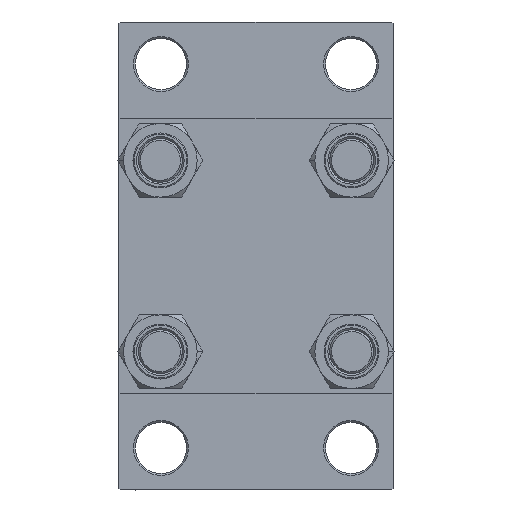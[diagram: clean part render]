
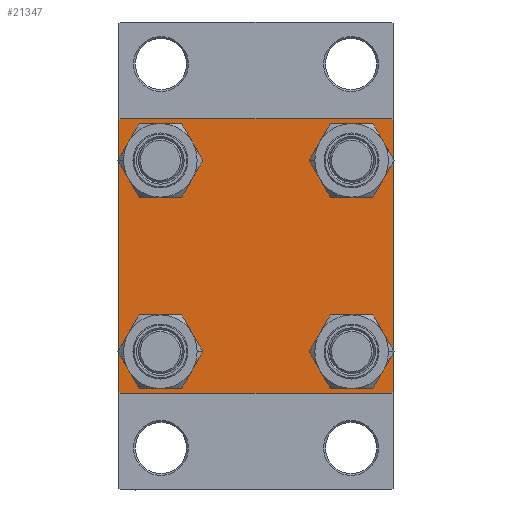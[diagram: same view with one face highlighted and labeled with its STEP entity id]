
A CAD part, left-side view. The second image highlights one B-rep face of the part: STEP entity #21347.
In plain terms, the highlighted planar face has unit normal (-1, 0, 0).
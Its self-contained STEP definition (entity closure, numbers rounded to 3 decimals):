
#290 = ORIENTED_EDGE ( 'NONE', *, *, #18155, .T. ) ;
#524 = CARTESIAN_POINT ( 'NONE',  ( 0., -37.25, 37.25 ) ) ;
#532 = DIRECTION ( 'NONE',  ( 0., -1., 0. ) ) ;
#655 = VERTEX_POINT ( 'NONE', #19117 ) ;
#844 = ORIENTED_EDGE ( 'NONE', *, *, #21509, .T. ) ;
#1163 = VERTEX_POINT ( 'NONE', #32263 ) ;
#1441 = CIRCLE ( 'NONE', #21532, 6.5 ) ;
#1816 = CARTESIAN_POINT ( 'NONE',  ( 0., -26.15, -26.15 ) ) ;
#2469 = VERTEX_POINT ( 'NONE', #19421 ) ;
#2730 = LINE ( 'NONE', #46986, #41510 ) ;
#3065 = EDGE_CURVE ( 'NONE', #16032, #33277, #27904, .T. ) ;
#3088 = DIRECTION ( 'NONE',  ( 1., 0., 0. ) ) ;
#3172 = CARTESIAN_POINT ( 'NONE',  ( 0., -37., -37.5 ) ) ;
#3262 = DIRECTION ( 'NONE',  ( 0., 0.707, -0.707 ) ) ;
#3415 = DIRECTION ( 'NONE',  ( 0., -0.707, 0.707 ) ) ;
#3758 = EDGE_CURVE ( 'NONE', #46869, #24311, #46956, .T. ) ;
#4088 = FACE_BOUND ( 'NONE', #11001, .T. ) ;
#4187 = CARTESIAN_POINT ( 'NONE',  ( 0., 26.15, -26.15 ) ) ;
#4294 = CARTESIAN_POINT ( 'NONE',  ( 0., 26.15, 19.65 ) ) ;
#4962 = VERTEX_POINT ( 'NONE', #21750 ) ;
#5004 = EDGE_LOOP ( 'NONE', ( #46472, #46876 ) ) ;
#6341 = EDGE_LOOP ( 'NONE', ( #10863, #44487, #13400, #39924, #45994, #7628, #36392, #844 ) ) ;
#7104 = ORIENTED_EDGE ( 'NONE', *, *, #33496, .T. ) ;
#7243 = CARTESIAN_POINT ( 'NONE',  ( 0., 0., 0. ) ) ;
#7249 = DIRECTION ( 'NONE',  ( 0., 0., 1. ) ) ;
#7628 = ORIENTED_EDGE ( 'NONE', *, *, #38841, .T. ) ;
#7767 = CARTESIAN_POINT ( 'NONE',  ( 0., 26.15, 26.15 ) ) ;
#7867 = LINE ( 'NONE', #30340, #40792 ) ;
#8017 = EDGE_LOOP ( 'NONE', ( #9717, #7104 ) ) ;
#8261 = VECTOR ( 'NONE', #532, 1000. ) ;
#8837 = EDGE_CURVE ( 'NONE', #10674, #27524, #39657, .T. ) ;
#9085 = AXIS2_PLACEMENT_3D ( 'NONE', #7767, #22743, #11600 ) ;
#9717 = ORIENTED_EDGE ( 'NONE', *, *, #23372, .T. ) ;
#10674 = VERTEX_POINT ( 'NONE', #13664 ) ;
#10863 = ORIENTED_EDGE ( 'NONE', *, *, #30523, .T. ) ;
#11001 = EDGE_LOOP ( 'NONE', ( #290, #30922 ) ) ;
#11091 = VERTEX_POINT ( 'NONE', #17540 ) ;
#11222 = CARTESIAN_POINT ( 'NONE',  ( 0., -37.5, 37.5 ) ) ;
#11385 = VERTEX_POINT ( 'NONE', #13838 ) ;
#11396 = DIRECTION ( 'NONE',  ( 0., 0.707, 0.707 ) ) ;
#11554 = DIRECTION ( 'NONE',  ( 0., 0., 1. ) ) ;
#11600 = DIRECTION ( 'NONE',  ( 0., 0., 1. ) ) ;
#11876 = LINE ( 'NONE', #524, #16360 ) ;
#12208 = EDGE_LOOP ( 'NONE', ( #36286, #29568 ) ) ;
#12827 = AXIS2_PLACEMENT_3D ( 'NONE', #29474, #29234, #7249 ) ;
#13088 = AXIS2_PLACEMENT_3D ( 'NONE', #24946, #28818, #19317 ) ;
#13400 = ORIENTED_EDGE ( 'NONE', *, *, #43894, .T. ) ;
#13664 = CARTESIAN_POINT ( 'NONE',  ( 0., -26.15, -19.65 ) ) ;
#13838 = CARTESIAN_POINT ( 'NONE',  ( 0., 26.15, -19.65 ) ) ;
#13839 = DIRECTION ( 'NONE',  ( 0., 0., -1. ) ) ;
#15245 = CIRCLE ( 'NONE', #9085, 6.5 ) ;
#15708 = CARTESIAN_POINT ( 'NONE',  ( 0., -37.5, -37. ) ) ;
#15760 = CARTESIAN_POINT ( 'NONE',  ( 0., 37.5, -37.5 ) ) ;
#16032 = VERTEX_POINT ( 'NONE', #21426 ) ;
#16360 = VECTOR ( 'NONE', #11396, 1000. ) ;
#16463 = VERTEX_POINT ( 'NONE', #32027 ) ;
#16851 = DIRECTION ( 'NONE',  ( 1., 0., 0. ) ) ;
#17525 = CARTESIAN_POINT ( 'NONE',  ( 0., 37.25, 37.25 ) ) ;
#17540 = CARTESIAN_POINT ( 'NONE',  ( 0., 37., -37.5 ) ) ;
#18155 = EDGE_CURVE ( 'NONE', #4962, #25304, #35988, .T. ) ;
#18524 = CIRCLE ( 'NONE', #13088, 6.5 ) ;
#18931 = DIRECTION ( 'NONE',  ( 0., 0., 1. ) ) ;
#19117 = CARTESIAN_POINT ( 'NONE',  ( 0., 37.5, 37. ) ) ;
#19120 = CARTESIAN_POINT ( 'NONE',  ( 0., -26.15, -32.65 ) ) ;
#19317 = DIRECTION ( 'NONE',  ( 0., 0., 1. ) ) ;
#19421 = CARTESIAN_POINT ( 'NONE',  ( 0., 37., 37.5 ) ) ;
#19716 = DIRECTION ( 'NONE',  ( 0., 0., 1. ) ) ;
#20190 = CIRCLE ( 'NONE', #47220, 6.5 ) ;
#21347 = ADVANCED_FACE ( 'NONE', ( #40343, #36475, #43969, #4088, #25607 ), #40825, .T. ) ;
#21426 = CARTESIAN_POINT ( 'NONE',  ( 0., -26.15, 32.65 ) ) ;
#21509 = EDGE_CURVE ( 'NONE', #2469, #655, #28885, .T. ) ;
#21532 = AXIS2_PLACEMENT_3D ( 'NONE', #4187, #38008, #18931 ) ;
#21750 = CARTESIAN_POINT ( 'NONE',  ( 0., 26.15, 32.65 ) ) ;
#22127 = LINE ( 'NONE', #11222, #30719 ) ;
#22743 = DIRECTION ( 'NONE',  ( 1., 0., 0. ) ) ;
#23372 = EDGE_CURVE ( 'NONE', #11385, #31297, #18524, .T. ) ;
#24246 = AXIS2_PLACEMENT_3D ( 'NONE', #24248, #46020, #41914 ) ;
#24248 = CARTESIAN_POINT ( 'NONE',  ( 0., -26.15, -26.15 ) ) ;
#24266 = AXIS2_PLACEMENT_3D ( 'NONE', #25795, #3088, #40068 ) ;
#24311 = VERTEX_POINT ( 'NONE', #15708 ) ;
#24933 = CARTESIAN_POINT ( 'NONE',  ( 0., -37.25, -37.25 ) ) ;
#24946 = CARTESIAN_POINT ( 'NONE',  ( 0., 26.15, -26.15 ) ) ;
#25304 = VERTEX_POINT ( 'NONE', #4294 ) ;
#25607 = FACE_OUTER_BOUND ( 'NONE', #6341, .T. ) ;
#25795 = CARTESIAN_POINT ( 'NONE',  ( 0., -26.15, 26.15 ) ) ;
#26728 = VERTEX_POINT ( 'NONE', #33431 ) ;
#27512 = EDGE_CURVE ( 'NONE', #25304, #4962, #15245, .T. ) ;
#27524 = VERTEX_POINT ( 'NONE', #19120 ) ;
#27904 = CIRCLE ( 'NONE', #32539, 6.5 ) ;
#28680 = CARTESIAN_POINT ( 'NONE',  ( 0., -26.15, 26.15 ) ) ;
#28818 = DIRECTION ( 'NONE',  ( 1., 0., 0. ) ) ;
#28885 = LINE ( 'NONE', #17525, #46917 ) ;
#28994 = DIRECTION ( 'NONE',  ( -1., 0., 0. ) ) ;
#29234 = DIRECTION ( 'NONE',  ( 1., 0., 0. ) ) ;
#29474 = CARTESIAN_POINT ( 'NONE',  ( 0., 26.15, 26.15 ) ) ;
#29568 = ORIENTED_EDGE ( 'NONE', *, *, #42250, .T. ) ;
#29841 = DIRECTION ( 'NONE',  ( 0., -1., 0. ) ) ;
#30340 = CARTESIAN_POINT ( 'NONE',  ( 0., 37.25, -37.25 ) ) ;
#30523 = EDGE_CURVE ( 'NONE', #655, #1163, #2730, .T. ) ;
#30719 = VECTOR ( 'NONE', #33711, 1000. ) ;
#30922 = ORIENTED_EDGE ( 'NONE', *, *, #27512, .T. ) ;
#31260 = EDGE_CURVE ( 'NONE', #26728, #24311, #22127, .T. ) ;
#31297 = VERTEX_POINT ( 'NONE', #46036 ) ;
#31319 = DIRECTION ( 'NONE',  ( 1., 0., 0. ) ) ;
#31845 = DIRECTION ( 'NONE',  ( 0., 0., 1. ) ) ;
#32027 = CARTESIAN_POINT ( 'NONE',  ( 0., -37., 37.5 ) ) ;
#32263 = CARTESIAN_POINT ( 'NONE',  ( 0., 37.5, -37. ) ) ;
#32539 = AXIS2_PLACEMENT_3D ( 'NONE', #28680, #16851, #31845 ) ;
#33277 = VERTEX_POINT ( 'NONE', #36146 ) ;
#33431 = CARTESIAN_POINT ( 'NONE',  ( 0., -37.5, 37. ) ) ;
#33496 = EDGE_CURVE ( 'NONE', #31297, #11385, #1441, .T. ) ;
#33702 = CARTESIAN_POINT ( 'NONE',  ( 0., 37.5, 37.5 ) ) ;
#33711 = DIRECTION ( 'NONE',  ( 0., 0., -1. ) ) ;
#33714 = DIRECTION ( 'NONE',  ( 0., -0.707, -0.707 ) ) ;
#35988 = CIRCLE ( 'NONE', #12827, 6.5 ) ;
#36146 = CARTESIAN_POINT ( 'NONE',  ( 0., -26.15, 19.65 ) ) ;
#36286 = ORIENTED_EDGE ( 'NONE', *, *, #3065, .T. ) ;
#36392 = ORIENTED_EDGE ( 'NONE', *, *, #42630, .F. ) ;
#36475 = FACE_BOUND ( 'NONE', #5004, .T. ) ;
#38008 = DIRECTION ( 'NONE',  ( 1., 0., 0. ) ) ;
#38284 = LINE ( 'NONE', #33702, #42074 ) ;
#38841 = EDGE_CURVE ( 'NONE', #26728, #16463, #11876, .T. ) ;
#39261 = EDGE_CURVE ( 'NONE', #27524, #10674, #20190, .T. ) ;
#39657 = CIRCLE ( 'NONE', #24246, 6.5 ) ;
#39924 = ORIENTED_EDGE ( 'NONE', *, *, #3758, .T. ) ;
#40068 = DIRECTION ( 'NONE',  ( 0., 0., 1. ) ) ;
#40343 = FACE_BOUND ( 'NONE', #12208, .T. ) ;
#40792 = VECTOR ( 'NONE', #33714, 1000. ) ;
#40825 = PLANE ( 'NONE',  #47712 ) ;
#41510 = VECTOR ( 'NONE', #13839, 1000. ) ;
#41914 = DIRECTION ( 'NONE',  ( 0., 0., 1. ) ) ;
#42074 = VECTOR ( 'NONE', #29841, 1000. ) ;
#42250 = EDGE_CURVE ( 'NONE', #33277, #16032, #42800, .T. ) ;
#42630 = EDGE_CURVE ( 'NONE', #2469, #16463, #38284, .T. ) ;
#42800 = CIRCLE ( 'NONE', #24266, 6.5 ) ;
#43894 = EDGE_CURVE ( 'NONE', #11091, #46869, #44531, .T. ) ;
#43969 = FACE_BOUND ( 'NONE', #8017, .T. ) ;
#44155 = VECTOR ( 'NONE', #3415, 1000. ) ;
#44487 = ORIENTED_EDGE ( 'NONE', *, *, #45472, .T. ) ;
#44531 = LINE ( 'NONE', #15760, #8261 ) ;
#45472 = EDGE_CURVE ( 'NONE', #1163, #11091, #7867, .T. ) ;
#45994 = ORIENTED_EDGE ( 'NONE', *, *, #31260, .F. ) ;
#46020 = DIRECTION ( 'NONE',  ( 1., 0., 0. ) ) ;
#46036 = CARTESIAN_POINT ( 'NONE',  ( 0., 26.15, -32.65 ) ) ;
#46472 = ORIENTED_EDGE ( 'NONE', *, *, #8837, .T. ) ;
#46869 = VERTEX_POINT ( 'NONE', #3172 ) ;
#46876 = ORIENTED_EDGE ( 'NONE', *, *, #39261, .T. ) ;
#46917 = VECTOR ( 'NONE', #3262, 1000. ) ;
#46956 = LINE ( 'NONE', #24933, #44155 ) ;
#46986 = CARTESIAN_POINT ( 'NONE',  ( 0., 37.5, 37.5 ) ) ;
#47220 = AXIS2_PLACEMENT_3D ( 'NONE', #1816, #31319, #19716 ) ;
#47712 = AXIS2_PLACEMENT_3D ( 'NONE', #7243, #28994, #11554 ) ;
